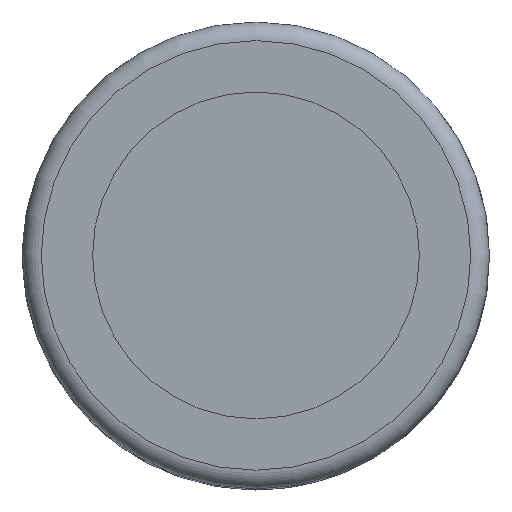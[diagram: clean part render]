
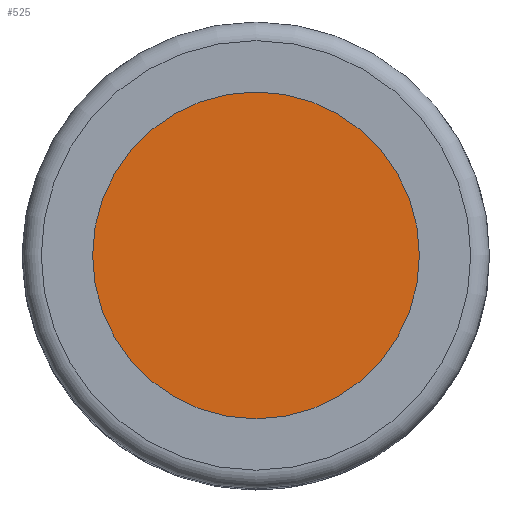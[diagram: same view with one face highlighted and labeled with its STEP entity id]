
A CAD part, top view. The second image highlights one B-rep face of the part: STEP entity #525.
In plain terms, the highlighted planar face has unit normal (0, 0, 1).
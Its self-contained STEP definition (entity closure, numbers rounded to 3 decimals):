
#496 = VERTEX_POINT('',#497);
#497 = CARTESIAN_POINT('',(2.75,0.,6.9));
#505 = EDGE_CURVE('',#496,#506,#508,.T.);
#506 = VERTEX_POINT('',#507);
#507 = CARTESIAN_POINT('',(-0.75,0.,6.9));
#508 = CIRCLE('',#509,1.75);
#509 = AXIS2_PLACEMENT_3D('',#510,#511,#512);
#510 = CARTESIAN_POINT('',(1.,0.,6.9));
#511 = DIRECTION('',(0.,0.,1.));
#512 = DIRECTION('',(-1.,0.,0.));
#514 = EDGE_CURVE('',#506,#496,#515,.T.);
#515 = CIRCLE('',#516,1.75);
#516 = AXIS2_PLACEMENT_3D('',#517,#518,#519);
#517 = CARTESIAN_POINT('',(1.,0.,6.9));
#518 = DIRECTION('',(0.,0.,1.));
#519 = DIRECTION('',(-1.,0.,0.));
#525 = ADVANCED_FACE('',(#526),#530,.T.);
#526 = FACE_BOUND('',#527,.T.);
#527 = EDGE_LOOP('',(#528,#529));
#528 = ORIENTED_EDGE('',*,*,#514,.T.);
#529 = ORIENTED_EDGE('',*,*,#505,.T.);
#530 = PLANE('',#531);
#531 = AXIS2_PLACEMENT_3D('',#532,#533,#534);
#532 = CARTESIAN_POINT('',(1.,0.,6.9));
#533 = DIRECTION('',(0.,0.,1.));
#534 = DIRECTION('',(0.,-1.,0.));
